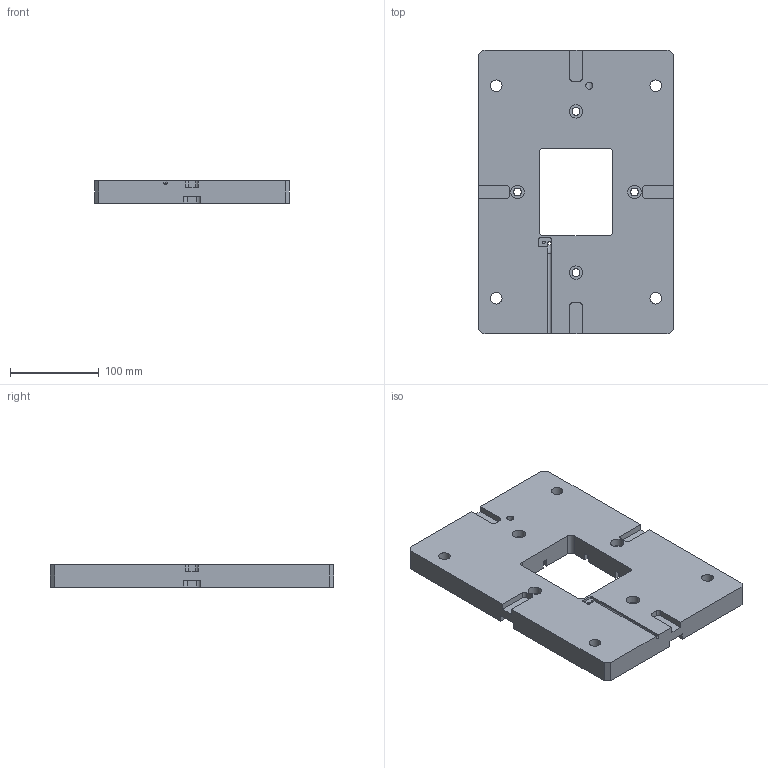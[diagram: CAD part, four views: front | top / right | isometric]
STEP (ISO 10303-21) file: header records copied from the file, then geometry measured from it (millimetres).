
FILE_DESCRIPTION(/* description */ (''),/* implementation_level */ '2;1');
FILE_NAME(/* name */ '490932065_Kopfplatte_Werkzeug.stp',/* time_stamp */ '2023-05-25T10:43:59+02:00',/* author */ (''),/* organization */ (''),/* preprocessor_version */ 'ST-DEVELOPER v18.1',/* originating_system */ 'SIEMENS PLM Software NX 2000',/* authorisation */ '');
FILE_SCHEMA (('AUTOMOTIVE_DESIGN { 1 0 10303 214 3 1 1 1 }'));
Length unit declared in the file: millimetre
Products named in the file (1): stor26A8D5A948tw
Bounding box: 220 x 320 x 25 mm (x, y, z)
Volume: 1442872.1 mm3; surface area: 182872.3 mm2
Topology: 1 solids, 1 shells, 186 faces, 530 edges, 354 vertices
Faces by surface type: plane 97, cylinder 71, cone 17, torus 1
Full cylindrical faces by diameter (mm): 3.3 x1, 4 x1, 4.2 x4, 5 x5, 6.8 x4, 8 x2, 8.02 x1, 9 x4, 10.5 x1, 13 x4, 15 x4, 20 x4
Entity records: 5724 total; most frequent: CARTESIAN_POINT 1038, DIRECTION 964, ORIENTED_EDGE 894, EDGE_CURVE 447, VERTEX_POINT 334, AXIS2_PLACEMENT_3D 334, LINE 296, VECTOR 296
